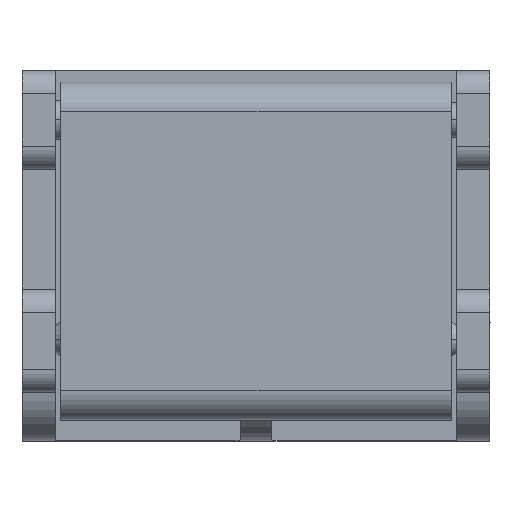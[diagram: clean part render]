
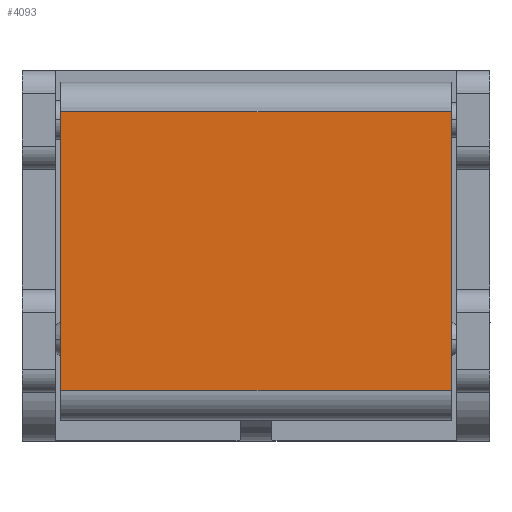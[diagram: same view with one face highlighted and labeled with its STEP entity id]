
A CAD part, top view. The second image highlights one B-rep face of the part: STEP entity #4093.
In plain terms, the highlighted planar face has unit normal (0, 0, 1).
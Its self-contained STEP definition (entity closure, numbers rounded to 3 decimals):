
#985 = DIRECTION ( 'NONE',  ( -1., 0., 0. ) ) ;
#1151 = CARTESIAN_POINT ( 'NONE',  ( 8.55, 11.201, 11.75 ) ) ;
#1483 = CARTESIAN_POINT ( 'NONE',  ( 0., -0.999, 11.75 ) ) ;
#4093 = ADVANCED_FACE ( 'NONE', ( #8249 ), #11138, .T. ) ;
#5199 = VECTOR ( 'NONE', #985, 1000. ) ;
#5899 = CARTESIAN_POINT ( 'NONE',  ( 8.55, -0.999, 11.75 ) ) ;
#7142 = VECTOR ( 'NONE', #20538, 1000. ) ;
#8080 = DIRECTION ( 'NONE',  ( 0., 0., 1. ) ) ;
#8249 = FACE_OUTER_BOUND ( 'NONE', #28700, .T. ) ;
#8627 = CARTESIAN_POINT ( 'NONE',  ( -8.55, -0.999, 11.75 ) ) ;
#8719 = CARTESIAN_POINT ( 'NONE',  ( -4.275, 5.101, 11.75 ) ) ;
#9641 = VERTEX_POINT ( 'NONE', #5899 ) ;
#10342 = CARTESIAN_POINT ( 'NONE',  ( -8.55, -0.999, 11.75 ) ) ;
#11132 = ORIENTED_EDGE ( 'NONE', *, *, #25572, .T. ) ;
#11138 = PLANE ( 'NONE',  #31305 ) ;
#11399 = DIRECTION ( 'NONE',  ( 1., 0., 0. ) ) ;
#12058 = EDGE_CURVE ( 'NONE', #18545, #9641, #21422, .T. ) ;
#14102 = VECTOR ( 'NONE', #11399, 1000. ) ;
#15637 = ORIENTED_EDGE ( 'NONE', *, *, #12058, .T. ) ;
#15738 = CARTESIAN_POINT ( 'NONE',  ( -8.55, 11.201, 11.75 ) ) ;
#18198 = LINE ( 'NONE', #1151, #5199 ) ;
#18545 = VERTEX_POINT ( 'NONE', #8627 ) ;
#18632 = ORIENTED_EDGE ( 'NONE', *, *, #26713, .F. ) ;
#20538 = DIRECTION ( 'NONE',  ( 0., 1., 0. ) ) ;
#21001 = DIRECTION ( 'NONE',  ( -1., 0., 0. ) ) ;
#21039 = CARTESIAN_POINT ( 'NONE',  ( 8.55, -0.999, 11.75 ) ) ;
#21422 = LINE ( 'NONE', #1483, #14102 ) ;
#22656 = LINE ( 'NONE', #10342, #7142 ) ;
#23004 = VECTOR ( 'NONE', #23628, 1000. ) ;
#23063 = VERTEX_POINT ( 'NONE', #26732 ) ;
#23628 = DIRECTION ( 'NONE',  ( 0., 1., 0. ) ) ;
#24045 = VERTEX_POINT ( 'NONE', #15738 ) ;
#25572 = EDGE_CURVE ( 'NONE', #9641, #23063, #31196, .T. ) ;
#26713 = EDGE_CURVE ( 'NONE', #18545, #24045, #22656, .T. ) ;
#26732 = CARTESIAN_POINT ( 'NONE',  ( 8.55, 11.201, 11.75 ) ) ;
#27921 = EDGE_CURVE ( 'NONE', #23063, #24045, #18198, .T. ) ;
#28700 = EDGE_LOOP ( 'NONE', ( #18632, #15637, #11132, #29807 ) ) ;
#29807 = ORIENTED_EDGE ( 'NONE', *, *, #27921, .T. ) ;
#31196 = LINE ( 'NONE', #21039, #23004 ) ;
#31305 = AXIS2_PLACEMENT_3D ( 'NONE', #8719, #8080, #21001 ) ;
